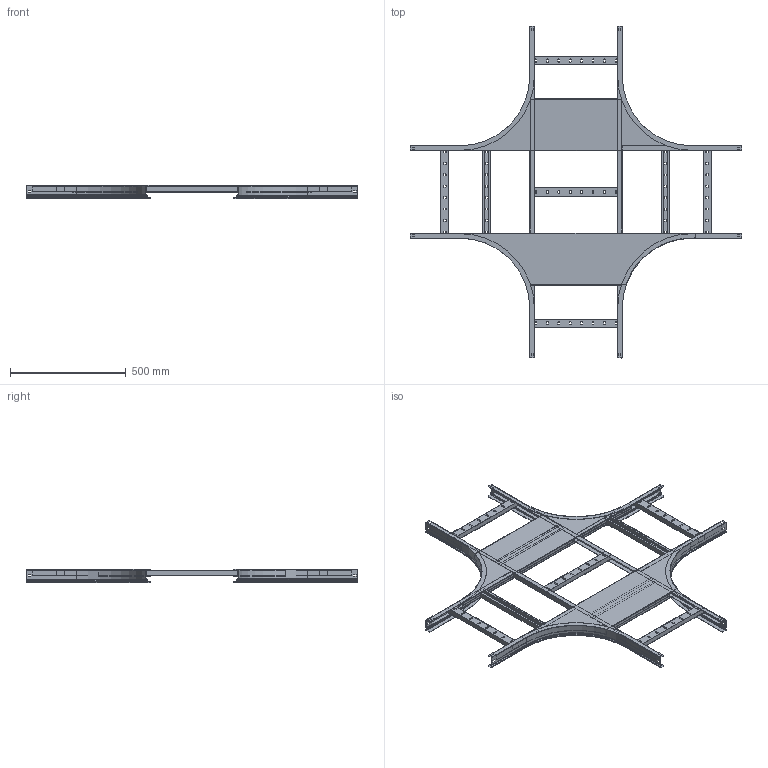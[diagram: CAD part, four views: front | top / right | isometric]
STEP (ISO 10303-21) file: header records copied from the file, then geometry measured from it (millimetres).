
FILE_DESCRIPTION (( 'STEP AP214' ), '1' );
FILE_NAME ('CKR04-4-55x400.STEP', '2021-03-10T05:30:38', ( '' ), ( '' ), 'SwSTEP 2.0', 'SolidWorks 2017', '' );
FILE_SCHEMA (( 'AUTOMOTIVE_DESIGN' ));
Length unit declared in the file: millimetre
Products named in the file (8): ÊÈÂÀ 195.01.05 Ï-ïðîôèëü-00_668.2; 岓臍 195.01.10 捘 冓憵-00_-02 (1374); ÊÈÂÀ 195.01.01 Ëîíæåðîí áàçîâûé-00_-00; 岓臍 195.01.20 捘 冓憵-00_-02 (400); ÊÈÂÀ 195.01.04 Ï-ïðîôèëü-00_-02 (1374); ÊÈÂÀ 195.01.03_Ïëàíêà ïîïåðå÷íàÿ-00_-02; CKR04-4-55x400; ÊÈÂÀ 195.01.02 Ïëàñòèíà ñîåäèíèòåëüíàÿ-00_-02 (400)
Assembly tree (22 placements, depth 3):
  CKR04-4-55x400
    岓臍 195.01.10 捘 冓憵-00_-02 (1374)
      ÊÈÂÀ 195.01.04 Ï-ïðîôèëü-00_-02 (1374)  x2
      ÊÈÂÀ 195.01.03_Ïëàíêà ïîïåðå÷íàÿ-00_-02  x5
    岓臍 195.01.20 捘 冓憵-00_-02 (400)  x2
      ÊÈÂÀ 195.01.05 Ï-ïðîôèëü-00_668.2
      ÊÈÂÀ 195.01.03_Ïëàíêà ïîïåðå÷íàÿ-00_-02
    ÊÈÂÀ 195.01.02 Ïëàñòèíà ñîåäèíèòåëüíàÿ-00_-02 (400)  x4
    ÊÈÂÀ 195.01.01 Ëîíæåðîí áàçîâûé-00_-00  x4
Bounding box: 1434 x 1434 x 56.2 mm (x, y, z)
Volume: 1883030.6 mm3; surface area: 3186660.6 mm2
Topology: 23 solids, 23 shells, 1458 faces, 3820 edges, 2408 vertices
Faces by surface type: plane 1058, cylinder 360, torus 24, cone 16
Entity records: 9308 total; most frequent: DIRECTION 1592, CARTESIAN_POINT 1553, ORIENTED_EDGE 1516, EDGE_CURVE 758, LINE 578, VECTOR 578, AXIS2_PLACEMENT_3D 507, VERTEX_POINT 468
